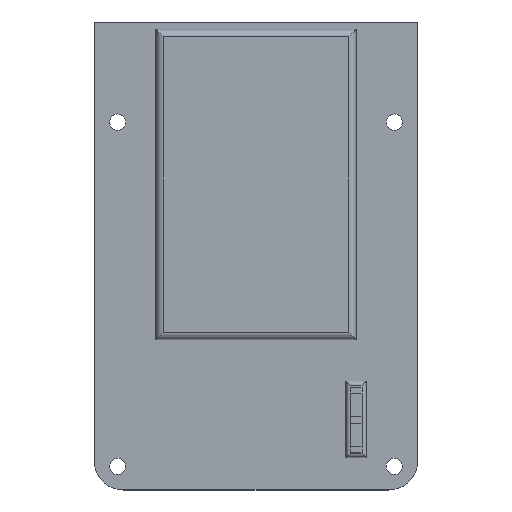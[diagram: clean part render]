
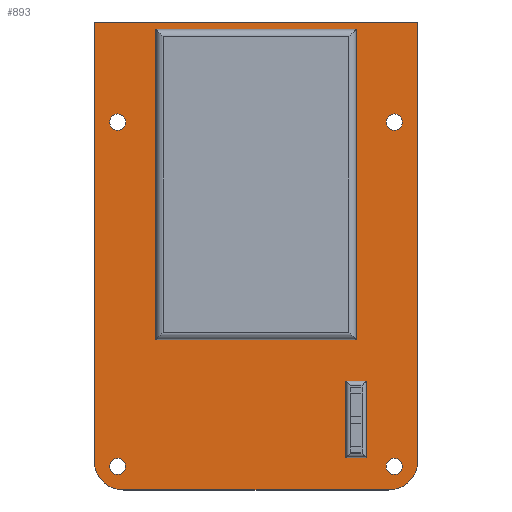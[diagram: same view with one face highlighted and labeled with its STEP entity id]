
A CAD part, top view. The second image highlights one B-rep face of the part: STEP entity #893.
In plain terms, the highlighted planar face has unit normal (0, 0, 1).
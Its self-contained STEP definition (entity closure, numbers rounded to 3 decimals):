
#22=FACE_BOUND('',#164,.T.);
#23=FACE_BOUND('',#165,.T.);
#24=FACE_BOUND('',#166,.T.);
#25=FACE_BOUND('',#167,.T.);
#26=FACE_BOUND('',#168,.T.);
#27=FACE_BOUND('',#169,.T.);
#34=CIRCLE('',#971,10.);
#35=CIRCLE('',#972,10.);
#36=CIRCLE('',#973,2.75);
#37=CIRCLE('',#974,2.75);
#38=CIRCLE('',#975,2.75);
#39=CIRCLE('',#976,2.75);
#110=FACE_OUTER_BOUND('',#163,.T.);
#163=EDGE_LOOP('',(#738,#739,#740,#741,#742,#743));
#164=EDGE_LOOP('',(#744,#745,#746,#747));
#165=EDGE_LOOP('',(#748,#749,#750,#751));
#166=EDGE_LOOP('',(#752));
#167=EDGE_LOOP('',(#753));
#168=EDGE_LOOP('',(#754));
#169=EDGE_LOOP('',(#755));
#240=LINE('',#1377,#335);
#243=LINE('',#1382,#338);
#245=LINE('',#1386,#340);
#246=LINE('',#1388,#341);
#256=LINE('',#1417,#351);
#259=LINE('',#1422,#354);
#261=LINE('',#1427,#356);
#262=LINE('',#1429,#357);
#265=LINE('',#1439,#360);
#267=LINE('',#1445,#362);
#268=LINE('',#1449,#363);
#269=LINE('',#1452,#364);
#335=VECTOR('',#1113,10.);
#338=VECTOR('',#1118,10.);
#340=VECTOR('',#1122,10.);
#341=VECTOR('',#1125,10.);
#351=VECTOR('',#1153,10.);
#354=VECTOR('',#1158,10.);
#356=VECTOR('',#1164,10.);
#357=VECTOR('',#1167,10.);
#360=VECTOR('',#1174,10.);
#362=VECTOR('',#1180,10.);
#363=VECTOR('',#1183,10.);
#364=VECTOR('',#1186,10.);
#411=VERTEX_POINT('',#1374);
#412=VERTEX_POINT('',#1376);
#413=VERTEX_POINT('',#1380);
#414=VERTEX_POINT('',#1384);
#423=VERTEX_POINT('',#1414);
#424=VERTEX_POINT('',#1416);
#425=VERTEX_POINT('',#1420);
#426=VERTEX_POINT('',#1425);
#430=VERTEX_POINT('',#1436);
#431=VERTEX_POINT('',#1438);
#433=VERTEX_POINT('',#1444);
#434=VERTEX_POINT('',#1446);
#435=VERTEX_POINT('',#1448);
#436=VERTEX_POINT('',#1450);
#437=VERTEX_POINT('',#1453);
#438=VERTEX_POINT('',#1455);
#439=VERTEX_POINT('',#1457);
#440=VERTEX_POINT('',#1459);
#508=EDGE_CURVE('',#412,#411,#240,.T.);
#511=EDGE_CURVE('',#411,#413,#243,.T.);
#513=EDGE_CURVE('',#413,#414,#245,.T.);
#514=EDGE_CURVE('',#414,#412,#246,.T.);
#528=EDGE_CURVE('',#424,#423,#256,.T.);
#531=EDGE_CURVE('',#423,#425,#259,.T.);
#533=EDGE_CURVE('',#425,#426,#261,.T.);
#534=EDGE_CURVE('',#426,#424,#262,.T.);
#538=EDGE_CURVE('',#431,#430,#265,.T.);
#541=EDGE_CURVE('',#430,#433,#267,.T.);
#542=EDGE_CURVE('',#433,#434,#34,.T.);
#543=EDGE_CURVE('',#434,#435,#268,.T.);
#544=EDGE_CURVE('',#435,#436,#35,.T.);
#545=EDGE_CURVE('',#436,#431,#269,.T.);
#546=EDGE_CURVE('',#437,#437,#36,.T.);
#547=EDGE_CURVE('',#438,#438,#37,.T.);
#548=EDGE_CURVE('',#439,#439,#38,.T.);
#549=EDGE_CURVE('',#440,#440,#39,.T.);
#738=ORIENTED_EDGE('',*,*,#538,.T.);
#739=ORIENTED_EDGE('',*,*,#541,.T.);
#740=ORIENTED_EDGE('',*,*,#542,.T.);
#741=ORIENTED_EDGE('',*,*,#543,.T.);
#742=ORIENTED_EDGE('',*,*,#544,.T.);
#743=ORIENTED_EDGE('',*,*,#545,.T.);
#744=ORIENTED_EDGE('',*,*,#508,.T.);
#745=ORIENTED_EDGE('',*,*,#511,.T.);
#746=ORIENTED_EDGE('',*,*,#513,.T.);
#747=ORIENTED_EDGE('',*,*,#514,.T.);
#748=ORIENTED_EDGE('',*,*,#531,.T.);
#749=ORIENTED_EDGE('',*,*,#533,.T.);
#750=ORIENTED_EDGE('',*,*,#534,.T.);
#751=ORIENTED_EDGE('',*,*,#528,.T.);
#752=ORIENTED_EDGE('',*,*,#546,.T.);
#753=ORIENTED_EDGE('',*,*,#547,.T.);
#754=ORIENTED_EDGE('',*,*,#548,.T.);
#755=ORIENTED_EDGE('',*,*,#549,.T.);
#851=PLANE('',#970);
#893=ADVANCED_FACE('',(#110,#22,#23,#24,#25,#26,#27),#851,.T.);
#970=AXIS2_PLACEMENT_3D('',#1443,#1178,#1179);
#971=AXIS2_PLACEMENT_3D('',#1447,#1181,#1182);
#972=AXIS2_PLACEMENT_3D('',#1451,#1184,#1185);
#973=AXIS2_PLACEMENT_3D('',#1454,#1187,#1188);
#974=AXIS2_PLACEMENT_3D('',#1456,#1189,#1190);
#975=AXIS2_PLACEMENT_3D('',#1458,#1191,#1192);
#976=AXIS2_PLACEMENT_3D('',#1460,#1193,#1194);
#1113=DIRECTION('',(-1.,0.,0.));
#1118=DIRECTION('',(0.,1.,0.));
#1122=DIRECTION('',(1.,0.,0.));
#1125=DIRECTION('',(0.,-1.,0.));
#1153=DIRECTION('',(-1.,0.,0.));
#1158=DIRECTION('',(0.,1.,0.));
#1164=DIRECTION('',(1.,0.,0.));
#1167=DIRECTION('',(0.,-1.,0.));
#1174=DIRECTION('',(-1.,0.,0.));
#1178=DIRECTION('center_axis',(0.,0.,1.));
#1179=DIRECTION('ref_axis',(1.,0.,0.));
#1180=DIRECTION('',(0.,-1.,0.));
#1181=DIRECTION('center_axis',(0.,0.,1.));
#1182=DIRECTION('ref_axis',(-1.,0.,0.));
#1183=DIRECTION('',(1.,0.,0.));
#1184=DIRECTION('center_axis',(0.,0.,1.));
#1185=DIRECTION('ref_axis',(0.,-1.,0.));
#1186=DIRECTION('',(0.,1.,0.));
#1187=DIRECTION('center_axis',(0.,0.,-1.));
#1188=DIRECTION('ref_axis',(1.,0.,0.));
#1189=DIRECTION('center_axis',(0.,0.,-1.));
#1190=DIRECTION('ref_axis',(1.,0.,0.));
#1191=DIRECTION('center_axis',(0.,0.,-1.));
#1192=DIRECTION('ref_axis',(1.,0.,0.));
#1193=DIRECTION('center_axis',(0.,0.,-1.));
#1194=DIRECTION('ref_axis',(1.,0.,0.));
#1374=CARTESIAN_POINT('',(69.535,-34.,2.));
#1376=CARTESIAN_POINT('',(76.535,-34.,2.));
#1377=CARTESIAN_POINT('',(54.268,-34.,2.));
#1380=CARTESIAN_POINT('',(69.535,-8.,2.));
#1382=CARTESIAN_POINT('',(69.535,36.,2.));
#1384=CARTESIAN_POINT('',(76.535,-8.,2.));
#1386=CARTESIAN_POINT('',(57.768,-8.,2.));
#1388=CARTESIAN_POINT('',(76.535,23.,2.));
#1414=CARTESIAN_POINT('',(5.,6.075,2.));
#1416=CARTESIAN_POINT('',(73.,6.075,2.));
#1417=CARTESIAN_POINT('',(22.,6.075,2.));
#1420=CARTESIAN_POINT('',(5.,111.479,2.));
#1422=CARTESIAN_POINT('',(5.,95.739,2.));
#1425=CARTESIAN_POINT('',(73.,111.479,2.));
#1427=CARTESIAN_POINT('',(56.,111.479,2.));
#1429=CARTESIAN_POINT('',(73.,43.038,2.));
#1436=CARTESIAN_POINT('',(-16.,114.,2.));
#1438=CARTESIAN_POINT('',(94.,114.,2.));
#1439=CARTESIAN_POINT('',(39.,114.,2.));
#1443=CARTESIAN_POINT('Origin',(39.,80.,2.));
#1444=CARTESIAN_POINT('',(-16.,-35.,2.));
#1445=CARTESIAN_POINT('',(-16.,107.75,2.));
#1446=CARTESIAN_POINT('',(-6.,-45.,2.));
#1447=CARTESIAN_POINT('Origin',(-6.,-35.,2.));
#1448=CARTESIAN_POINT('',(84.,-45.,2.));
#1449=CARTESIAN_POINT('',(16.5,-45.,2.));
#1450=CARTESIAN_POINT('',(94.,-35.,2.));
#1451=CARTESIAN_POINT('Origin',(84.,-35.,2.));
#1452=CARTESIAN_POINT('',(94.,15.25,2.));
#1453=CARTESIAN_POINT('',(83.236,-37.,2.));
#1454=CARTESIAN_POINT('Origin',(85.986,-37.,2.));
#1455=CARTESIAN_POINT('',(-10.764,-37.,2.));
#1456=CARTESIAN_POINT('Origin',(-8.014,-37.,2.));
#1457=CARTESIAN_POINT('',(-10.764,80.,2.));
#1458=CARTESIAN_POINT('Origin',(-8.014,80.,2.));
#1459=CARTESIAN_POINT('',(83.236,80.,2.));
#1460=CARTESIAN_POINT('Origin',(85.986,80.,2.));
